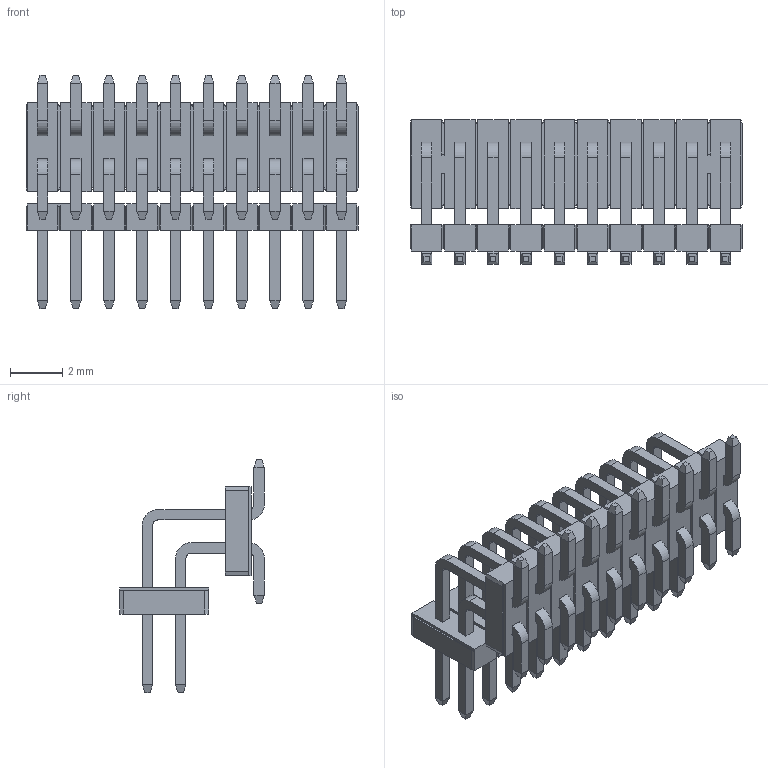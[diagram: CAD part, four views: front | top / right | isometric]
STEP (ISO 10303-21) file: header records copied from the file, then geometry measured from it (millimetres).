
FILE_DESCRIPTION( ('This file contains a STEP AP42 implementation' ,'as created by ZW3D STEP Interface translator.') ,'2;1' );
FILE_NAME( '1310-22XXXXD102XXXX(拸翐).stp' ,'23 315.195012', (''), ('ZWCAD Software Co.'), 'Version 1.0', 'ZW3D to STEP translator', '' );
FILE_SCHEMA(('AUTOMOTIVE_DESIGN { 1 0 10303 214 1 1 1 1 }'));
Length unit declared in the file: millimetre
Products named in the file (2): 0; 1310-2210XXD102XXXX(拸翐)
Bounding box: 12.7 x 5.54 x 8.91 mm (x, y, z)
Volume: 114.9 mm3; surface area: 670.8 mm2
Topology: 22 solids, 22 shells, 976 faces, 2396 edges, 1464 vertices
Faces by surface type: plane 892, cylinder 84
Entity records: 28899 total; most frequent: CARTESIAN_POINT 4837, ORIENTED_EDGE 4792, DIRECTION 4518, EDGE_CURVE 2396, VECTOR 2228, LINE 2228, VERTEX_POINT 1464, AXIS2_PLACEMENT_3D 1145
